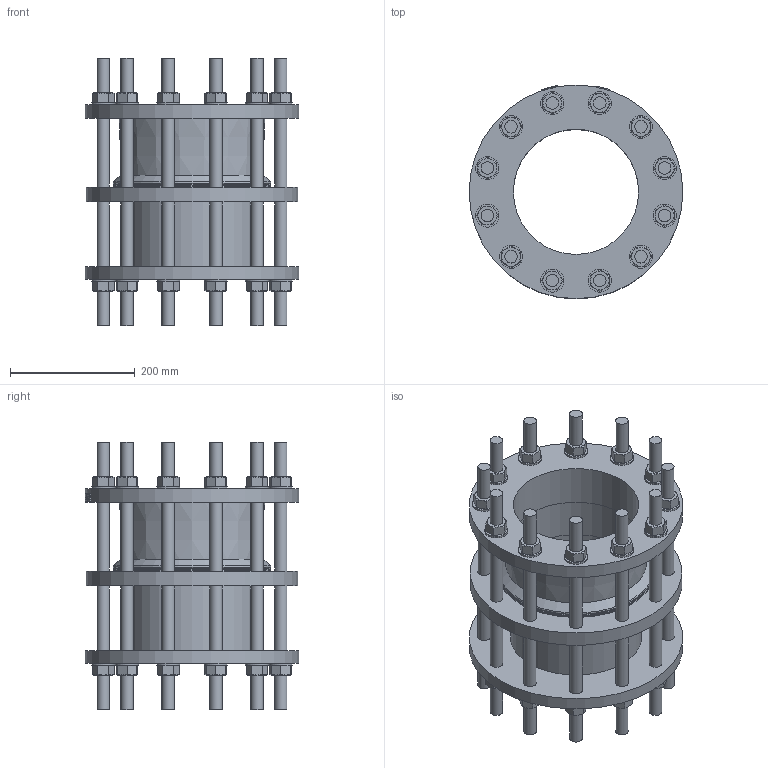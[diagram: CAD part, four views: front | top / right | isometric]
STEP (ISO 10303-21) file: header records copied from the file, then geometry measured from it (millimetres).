
FILE_DESCRIPTION (( 'STEP AP203' ), '1' );
FILE_NAME ('O_265_50_DN0200_1X_AA2.step', '2017-10-25T08:32:17', ( 'Windows User' ), ( 'AVK' ), 'SwSTEP 2.0', 'SolidWorks 2012', '' );
FILE_SCHEMA (( 'CONFIG_CONTROL_DESIGN' ));
Length unit declared in the file: millimetre
Products named in the file (1): O_265_50_DN0200_1X_AA2
Bounding box: 343 x 343 x 430 mm (x, y, z)
Volume: 7104698.9 mm3; surface area: 1005998.3 mm2
Topology: 1 solids, 1 shells, 534 faces, 1217 edges, 768 vertices
Faces by surface type: plane 289, cone 147, cylinder 87, torus 7, bspline 4
Full cylindrical faces by diameter (mm): 20 x48, 37 x24, 201 x3, 211 x1, 252 x1, 340 x1, 343 x2
Entity records: 15768 total; most frequent: CARTESIAN_POINT 4494, ORIENTED_EDGE 2202, DIRECTION 2185, EDGE_CURVE 1101, AXIS2_PLACEMENT_3D 905, EDGE_LOOP 757, VERTEX_POINT 742, FACE_OUTER_BOUND 621
